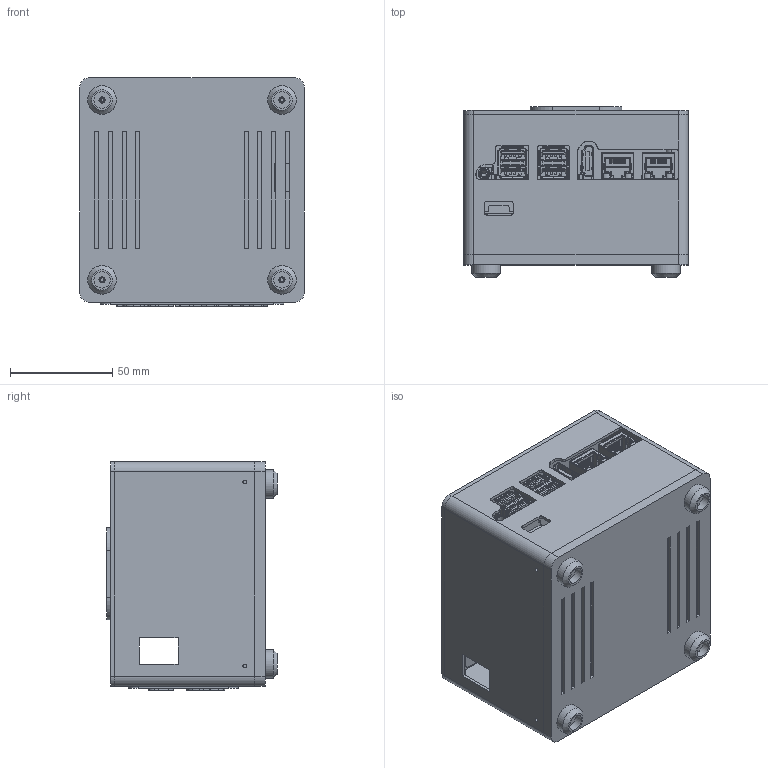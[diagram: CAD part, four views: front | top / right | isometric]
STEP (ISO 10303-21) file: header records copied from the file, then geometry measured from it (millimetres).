
FILE_DESCRIPTION(/* description */ (''),/* implementation_level */ '2;1');
FILE_NAME(/* name */ 'STARFIVE VISION 2 ENCLOSURE v6.step',/* time_stamp */ '2024-08-12T17:18:02+05:30',/* author */ (''),/* organization */ (''),/* preprocessor_version */ 'ST-DEVELOPER v20',/* originating_system */ 'Autodesk Translation Framework v13.14.0.145',/* authorisation */ '');
FILE_SCHEMA (('AUTOMOTIVE_DESIGN { 1 0 10303 214 3 1 1 }'));
Products named in the file (45): STARFIVE VISION 2 ENCLOSURE; VISIONFIVE 2; Pin Header 20x2 TH Pitch 2.54mm v1 (1) (1); pins (1) (1); spacers (1) (1) (1); Component67 (1) (1); AUDIO JACK; tip_lead (1) (1); Component2 (1) (1) (1); Component3 (1) (1) (1); Component4 (3) (1) (1); USB01; shell (1) (1); Component4 (2); leads (1) (1); top_lead (2); bottom_lead (2); outer (2); mid_cover (2); Component5 (1) (2); back_shell (2); JH7110; RJ45; wiring (1) (1); lights (1) (1); RJ45_1; shell (3) (1) (1); wiring (1) (1)_1; rj45 (1) (1); magnetics (1) (1); leads (3) (1) (1); base (1) (1) (1); lights (1) (1)_1; led_org (1) (1); VERTICAL HDMI PORT; Component2 (2) (1) (1); CIRCUIT; fan; BODY; BODY (1) ...
Assembly tree (62 placements, depth 5):
  STARFIVE VISION 2 ENCLOSURE
    VISIONFIVE 2
      Pin Header 20x2 TH Pitch 2.54mm v1 (1) (1)
        pins (1) (1)
        spacers (1) (1) (1)
          Component67 (1) (1)
      AUDIO JACK
        tip_lead (1) (1)
        Component2 (1) (1) (1)
        Component3 (1) (1) (1)
        Component4 (3) (1) (1)
      USB01
        shell (1) (1)
          outer (2)
          back_shell (2)
          mid_cover (2)
        Component4 (2)
          Component5 (1) (2)
        leads (1) (1)
          top_lead (2)  x4
          bottom_lead (2)  x4
        outer (2)
        mid_cover (2)
        Component5 (1) (2)
        back_shell (2)
      JH7110
      RJ45
        shell (3) (1) (1)
        wiring (1) (1)
          rj45 (1) (1)
          magnetics (1) (1)
          leads (3) (1) (1)
        base (1) (1) (1)
        lights (1) (1)
          led_org (1) (1)  x2
      RJ45_1
        shell (3) (1) (1)
        wiring (1) (1)_1
          rj45 (1) (1)
          magnetics (1) (1)
          leads (3) (1) (1)
        base (1) (1) (1)
        lights (1) (1)_1
          led_org (1) (1)  x2
      VERTICAL HDMI PORT
        Component2 (2) (1) (1)
    CIRCUIT
    fan
    BODY
      BODY (1)
      TOP LID
    BOTTOM LID
    stand 
    LOGO
    Component88
Bounding box: 110 x 83.5 x 112 mm (x, y, z)
Volume: 251539.2 mm3; surface area: 219134.5 mm2
Topology: 206 solids, 207 shells, 7778 faces, 20069 edges, 12689 vertices
Faces by surface type: plane 5930, cylinder 1398, bspline 378, cone 39, torus 25, sphere 8
Full cylindrical faces by diameter (mm): 0.6 x1, 0.75 x16, 0.769 x16, 1 x2, 1.8 x10, 2 x9, 2.2 x4, 2.8 x8, 3 x12, 3.6 x1, 3.8 x4, 4 x1, 5 x4, 6 x1, 8 x4, 14 x4, 36 x1, 38.2 x1
Entity records: 172689 total; most frequent: CARTESIAN_POINT 39524, ORIENTED_EDGE 27828, DIRECTION 25839, EDGE_CURVE 13914, LINE 11547, VECTOR 11547, VERTEX_POINT 8818, AXIS2_PLACEMENT_3D 7146
